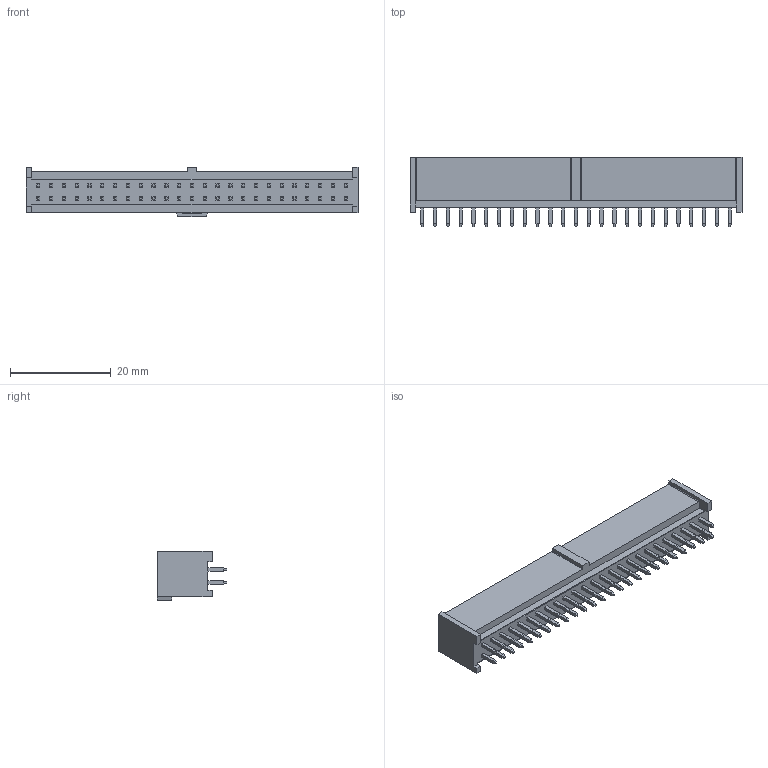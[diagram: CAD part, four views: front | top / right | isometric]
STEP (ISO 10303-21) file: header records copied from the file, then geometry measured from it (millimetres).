
FILE_DESCRIPTION((''),'2;1');
FILE_NAME('901301150','2018-10-31T',('gga'),(''),'PRO/ENGINEER BY PARAMETRIC TECHNOLOGY CORPORATION, 2016010','PRO/ENGINEER BY PARAMETRIC TECHNOLOGY CORPORATION, 2016010','');
FILE_SCHEMA(('CONFIG_CONTROL_DESIGN'));
Length unit declared in the file: millimetre
Products named in the file (1): 901301150
Bounding box: 65.84 x 13.8 x 9.75 mm (x, y, z)
Volume: 2307.1 mm3; surface area: 4965.3 mm2
Topology: 1 solids, 1 shells, 957 faces, 2264 edges, 1408 vertices
Faces by surface type: plane 953, cylinder 4
Entity records: 26435 total; most frequent: CARTESIAN_POINT 4530, ORIENTED_EDGE 4328, DIRECTION 4288, EDGE_CURVE 2164, VECTOR 2156, LINE 2156, VERTEX_POINT 1308, AXIS2_PLACEMENT_3D 1066
